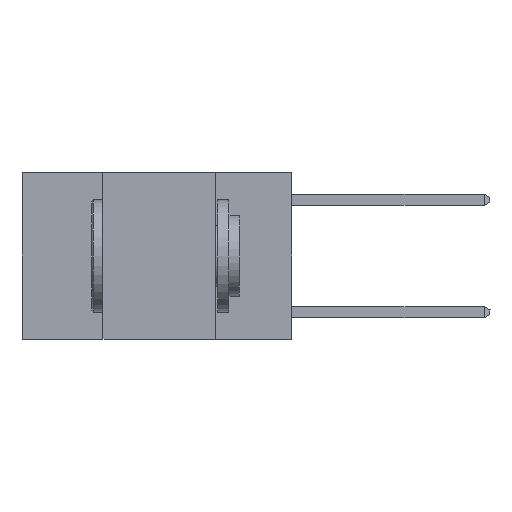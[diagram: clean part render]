
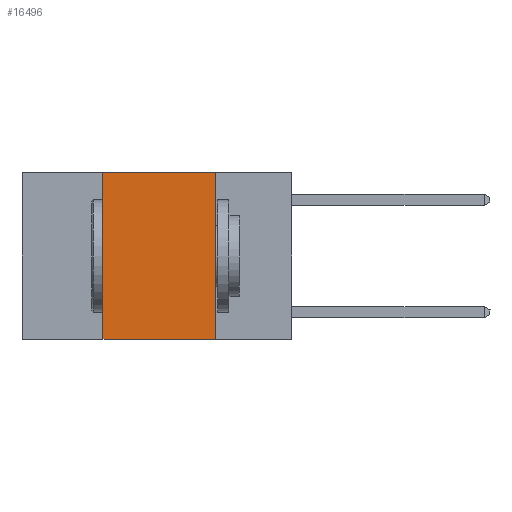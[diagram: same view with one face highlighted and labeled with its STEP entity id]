
A CAD part, left-side view. The second image highlights one B-rep face of the part: STEP entity #16496.
In plain terms, the highlighted planar face has unit normal (-1, 0, 0).
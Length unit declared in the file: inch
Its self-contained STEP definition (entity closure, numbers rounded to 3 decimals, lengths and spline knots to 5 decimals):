
#419 = EDGE_CURVE ( 'NONE', #4762, #5801, #6035, .T. ) ;
#1463 = VECTOR ( 'NONE', #18497, 39.37008 ) ;
#2647 = DIRECTION ( 'NONE',  ( 0., -1., 0. ) ) ;
#3290 = CARTESIAN_POINT ( 'NONE',  ( 0., 0.6, 0. ) ) ;
#3494 = CARTESIAN_POINT ( 'NONE',  ( 0., 0.17, 0. ) ) ;
#3928 = EDGE_CURVE ( 'NONE', #20931, #17950, #8262, .T. ) ;
#4762 = VERTEX_POINT ( 'NONE', #14951 ) ;
#5801 = VERTEX_POINT ( 'NONE', #28801 ) ;
#6035 = LINE ( 'NONE', #24832, #12000 ) ;
#7518 = DIRECTION ( 'NONE',  ( 1., 0., 0. ) ) ;
#8262 = LINE ( 'NONE', #13579, #14175 ) ;
#12000 = VECTOR ( 'NONE', #22475, 39.37008 ) ;
#12735 = CARTESIAN_POINT ( 'NONE',  ( 0., 0.6, -0.37 ) ) ;
#13579 = CARTESIAN_POINT ( 'NONE',  ( 0., 0.17, 0. ) ) ;
#14175 = VECTOR ( 'NONE', #25946, 39.37008 ) ;
#14951 = CARTESIAN_POINT ( 'NONE',  ( 0., 0.42, -0.37 ) ) ;
#15015 = PLANE ( 'NONE',  #25461 ) ;
#16496 = ADVANCED_FACE ( 'NONE', ( #26292 ), #15015, .F. ) ;
#16805 = EDGE_CURVE ( 'NONE', #5801, #20931, #28184, .T. ) ;
#17950 = VERTEX_POINT ( 'NONE', #19902 ) ;
#18497 = DIRECTION ( 'NONE',  ( 0., -1., 0. ) ) ;
#18684 = VECTOR ( 'NONE', #2647, 39.37008 ) ;
#19902 = CARTESIAN_POINT ( 'NONE',  ( 0., 0.17, -0.37 ) ) ;
#20931 = VERTEX_POINT ( 'NONE', #3494 ) ;
#22458 = CARTESIAN_POINT ( 'NONE',  ( 0., 0.6, 0. ) ) ;
#22475 = DIRECTION ( 'NONE',  ( 0., 0., 1. ) ) ;
#23502 = ORIENTED_EDGE ( 'NONE', *, *, #28019, .T. ) ;
#24567 = ORIENTED_EDGE ( 'NONE', *, *, #3928, .F. ) ;
#24832 = CARTESIAN_POINT ( 'NONE',  ( 0., 0.42, 0. ) ) ;
#24967 = DIRECTION ( 'NONE',  ( 0., 0., -1. ) ) ;
#25247 = LINE ( 'NONE', #12735, #18684 ) ;
#25461 = AXIS2_PLACEMENT_3D ( 'NONE', #22458, #7518, #24967 ) ;
#25946 = DIRECTION ( 'NONE',  ( 0., 0., -1. ) ) ;
#26292 = FACE_OUTER_BOUND ( 'NONE', #27987, .T. ) ;
#27987 = EDGE_LOOP ( 'NONE', ( #24567, #29598, #32170, #23502 ) ) ;
#28019 = EDGE_CURVE ( 'NONE', #4762, #17950, #25247, .T. ) ;
#28184 = LINE ( 'NONE', #3290, #1463 ) ;
#28801 = CARTESIAN_POINT ( 'NONE',  ( 0., 0.42, 0. ) ) ;
#29598 = ORIENTED_EDGE ( 'NONE', *, *, #16805, .F. ) ;
#32170 = ORIENTED_EDGE ( 'NONE', *, *, #419, .F. ) ;
